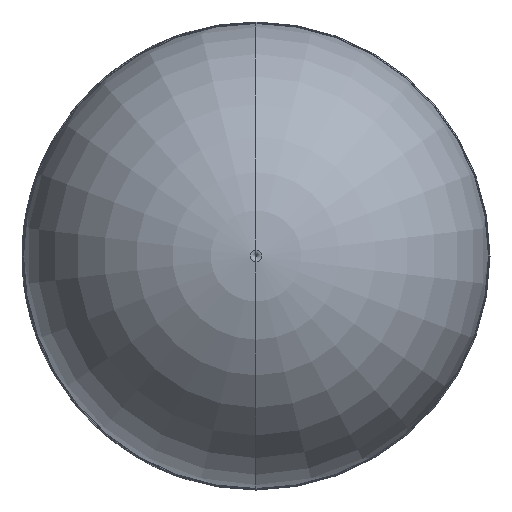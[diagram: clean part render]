
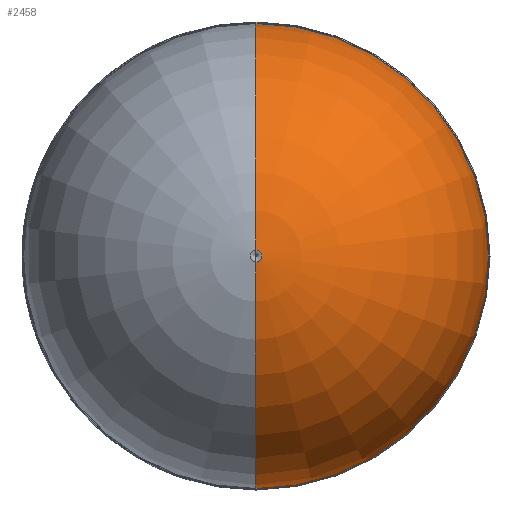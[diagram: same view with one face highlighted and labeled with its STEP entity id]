
A CAD part, left-side view. The second image highlights one B-rep face of the part: STEP entity #2458.
In plain terms, the highlighted toroidal (fillet/blend) face has major radius 0.102 mm and minor radius 16.001 mm.
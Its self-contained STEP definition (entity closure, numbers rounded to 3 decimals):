
#235 = VERTEX_POINT ( 'NONE', #453 ) ;
#237 = AXIS2_PLACEMENT_3D ( 'NONE', #2324, #2686, #1784 ) ;
#302 = VERTEX_POINT ( 'NONE', #792 ) ;
#350 = ORIENTED_EDGE ( 'NONE', *, *, #1021, .F. ) ;
#453 = CARTESIAN_POINT ( 'NONE',  ( -5.984, 0., -0.399 ) ) ;
#484 = DIRECTION ( 'NONE',  ( 0., 0., 1. ) ) ;
#658 = EDGE_LOOP ( 'NONE', ( #350, #2261, #852, #1951 ) ) ;
#792 = CARTESIAN_POINT ( 'NONE',  ( 9.952, 0., -15.899 ) ) ;
#804 = DIRECTION ( 'NONE',  ( -1., 0., 0. ) ) ;
#837 = VERTEX_POINT ( 'NONE', #943 ) ;
#852 = ORIENTED_EDGE ( 'NONE', *, *, #870, .T. ) ;
#870 = EDGE_CURVE ( 'NONE', #837, #1148, #1304, .T. ) ;
#943 = CARTESIAN_POINT ( 'NONE',  ( 9.952, 0., 15.899 ) ) ;
#961 = AXIS2_PLACEMENT_3D ( 'NONE', #3908, #2359, #1440 ) ;
#1021 = EDGE_CURVE ( 'NONE', #302, #235, #1180, .T. ) ;
#1148 = VERTEX_POINT ( 'NONE', #1897 ) ;
#1180 = CIRCLE ( 'NONE', #3861, 16.001 ) ;
#1304 = CIRCLE ( 'NONE', #1682, 16.001 ) ;
#1440 = DIRECTION ( 'NONE',  ( 0., 0., 1. ) ) ;
#1478 = CIRCLE ( 'NONE', #961, 15.899 ) ;
#1564 = CARTESIAN_POINT ( 'NONE',  ( 10.009, 0., -0.102 ) ) ;
#1682 = AXIS2_PLACEMENT_3D ( 'NONE', #1564, #3062, #1909 ) ;
#1784 = DIRECTION ( 'NONE',  ( 0., 0., 1. ) ) ;
#1897 = CARTESIAN_POINT ( 'NONE',  ( -5.984, 0., 0.399 ) ) ;
#1909 = DIRECTION ( 'NONE',  ( 0., 0., -1. ) ) ;
#1951 = ORIENTED_EDGE ( 'NONE', *, *, #2910, .F. ) ;
#2016 = CARTESIAN_POINT ( 'NONE',  ( -5.984, 0., 0. ) ) ;
#2122 = DIRECTION ( 'NONE',  ( 0., 0., 1. ) ) ;
#2249 = TOROIDAL_SURFACE ( 'NONE', #237, -0.102, 16.001 ) ;
#2261 = ORIENTED_EDGE ( 'NONE', *, *, #2443, .T. ) ;
#2324 = CARTESIAN_POINT ( 'NONE',  ( 10.009, 0., 0. ) ) ;
#2359 = DIRECTION ( 'NONE',  ( -1., 0., 0. ) ) ;
#2443 = EDGE_CURVE ( 'NONE', #302, #837, #1478, .T. ) ;
#2458 = ADVANCED_FACE ( 'NONE', ( #3584 ), #2249, .T. ) ;
#2686 = DIRECTION ( 'NONE',  ( -1., 0., 0. ) ) ;
#2726 = DIRECTION ( 'NONE',  ( 0., 1., 0. ) ) ;
#2834 = CIRCLE ( 'NONE', #3221, 0.399 ) ;
#2910 = EDGE_CURVE ( 'NONE', #235, #1148, #2834, .T. ) ;
#3062 = DIRECTION ( 'NONE',  ( 0., -1., 0. ) ) ;
#3221 = AXIS2_PLACEMENT_3D ( 'NONE', #2016, #804, #484 ) ;
#3584 = FACE_OUTER_BOUND ( 'NONE', #658, .T. ) ;
#3682 = CARTESIAN_POINT ( 'NONE',  ( 10.009, 0., 0.102 ) ) ;
#3861 = AXIS2_PLACEMENT_3D ( 'NONE', #3682, #2726, #2122 ) ;
#3908 = CARTESIAN_POINT ( 'NONE',  ( 9.952, 0., 0. ) ) ;
